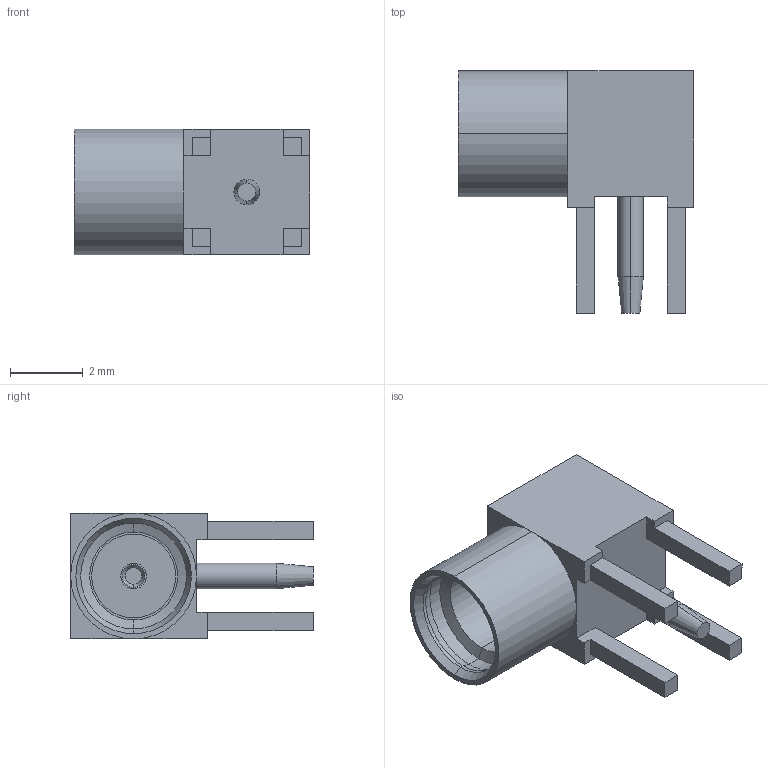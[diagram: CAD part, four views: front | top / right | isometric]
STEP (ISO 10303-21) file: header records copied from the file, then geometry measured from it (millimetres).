
FILE_DESCRIPTION (( 'STEP AP203' ), '1' );
FILE_NAME ('PCB.MMCXFRAJ.A.J.STEP', '2021-12-04T14:17:05', ( 'admin' ), ( '' ), 'SwSTEP 2.0', 'SolidWorks 2015', '' );
FILE_SCHEMA (( 'CONFIG_CONTROL_DESIGN' ));
Length unit declared in the file: millimetre
Products named in the file (1): PCB.MMCXFRAJ.A.J
Bounding box: 6.45 x 6.65 x 3.45 mm (x, y, z)
Volume: 59 mm3; surface area: 163.2 mm2
Topology: 1 solids, 1 shells, 65 faces, 154 edges, 96 vertices
Faces by surface type: plane 39, cylinder 16, cone 10
Entity records: 1925 total; most frequent: DIRECTION 326, CARTESIAN_POINT 316, ORIENTED_EDGE 308, EDGE_CURVE 154, LINE 114, VECTOR 114, AXIS2_PLACEMENT_3D 106, VERTEX_POINT 96
